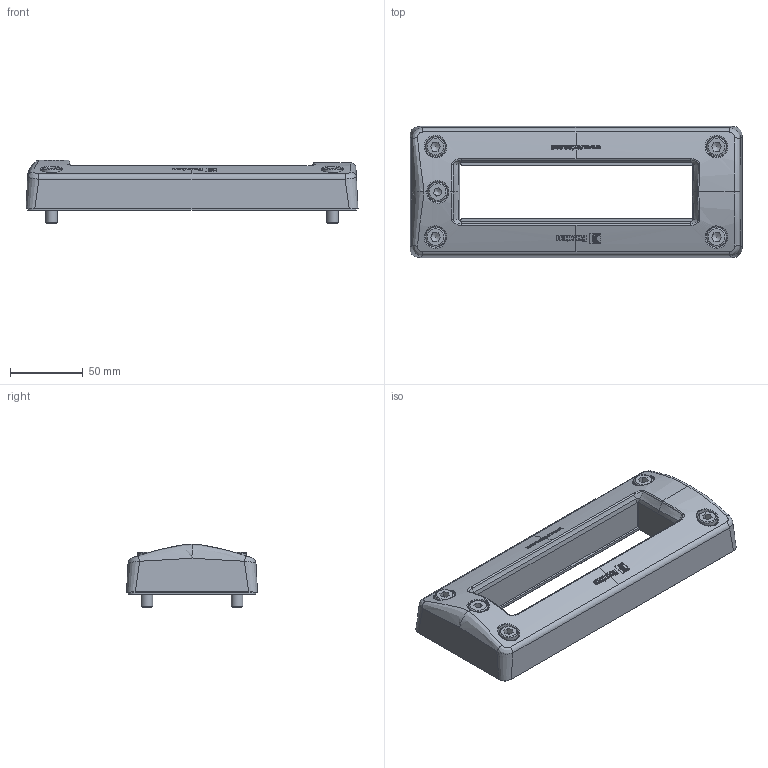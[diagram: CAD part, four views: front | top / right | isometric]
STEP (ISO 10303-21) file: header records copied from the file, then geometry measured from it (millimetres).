
FILE_DESCRIPTION((''),'2;1');
FILE_NAME('EzEntry 16.stp','2014-11-11T12:44:05',('se-emikul'),(''),'Autodesk Inventor 2013','Autodesk Inventor 2013','');
FILE_SCHEMA(('AUTOMOTIVE_DESIGN { 1 0 10303 214 1 1 1 1 }'));
Length unit declared in the file: millimetre
Products named in the file (1): EzEntry 16
Bounding box: 228 x 90 x 43.69 mm (x, y, z)
Volume: 208430.8 mm3; surface area: 140945.8 mm2
Topology: 11 solids, 11 shells, 2968 faces, 7149 edges, 4281 vertices
Faces by surface type: bspline 986, cylinder 885, plane 687, sphere 158, cone 131, torus 121
Full cylindrical faces by diameter (mm): 6 x6, 6.647 x1, 8 x5, 13 x5
Entity records: 163332 total; most frequent: CARTESIAN_POINT 100039, ORIENTED_EDGE 14050, DIRECTION 11833, EDGE_CURVE 7025, AXIS2_PLACEMENT_3D 4724, VERTEX_POINT 4258, EDGE_LOOP 3177, FACE_OUTER_BOUND 2968
